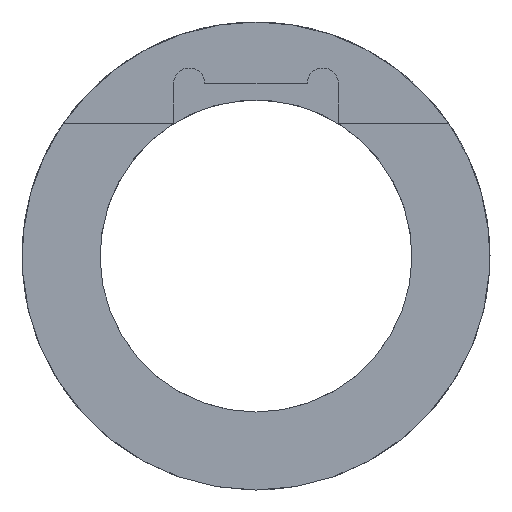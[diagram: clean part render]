
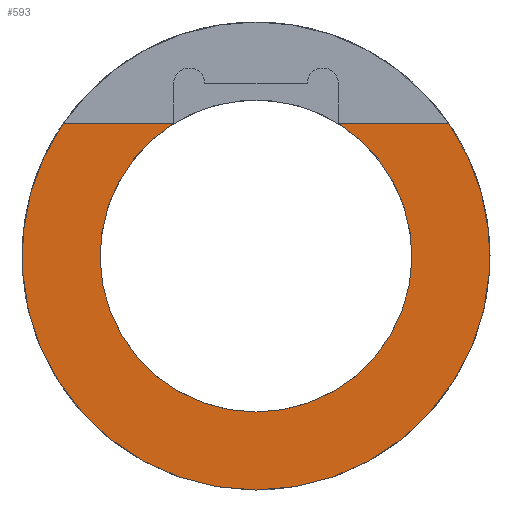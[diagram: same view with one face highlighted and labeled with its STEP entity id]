
A CAD part, front view. The second image highlights one B-rep face of the part: STEP entity #593.
In plain terms, the highlighted planar face has unit normal (0, -1, 0).
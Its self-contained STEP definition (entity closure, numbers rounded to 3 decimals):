
#51=PLANE('',#652);
#82=FACE_OUTER_BOUND('',#129,.T.);
#129=EDGE_LOOP('',(#509,#510,#511,#512,#513,#514));
#153=LINE('',#858,#207);
#157=LINE('',#867,#211);
#166=LINE('',#882,#220);
#167=LINE('',#885,#221);
#207=VECTOR('',#697,1000.);
#211=VECTOR('',#703,1000.);
#220=VECTOR('',#718,1000.);
#221=VECTOR('',#721,1000.);
#262=CIRCLE('',#641,30.);
#267=CIRCLE('',#647,20.);
#283=VERTEX_POINT('',#856);
#284=VERTEX_POINT('',#857);
#287=VERTEX_POINT('',#865);
#288=VERTEX_POINT('',#866);
#291=VERTEX_POINT('',#880);
#292=VERTEX_POINT('',#884);
#342=EDGE_CURVE('',#283,#284,#153,.T.);
#346=EDGE_CURVE('',#287,#288,#157,.T.);
#355=EDGE_CURVE('',#284,#291,#166,.T.);
#356=EDGE_CURVE('',#292,#287,#167,.T.);
#374=EDGE_CURVE('',#292,#291,#262,.T.);
#385=EDGE_CURVE('',#288,#283,#267,.T.);
#509=ORIENTED_EDGE('',*,*,#374,.F.);
#510=ORIENTED_EDGE('',*,*,#356,.T.);
#511=ORIENTED_EDGE('',*,*,#346,.T.);
#512=ORIENTED_EDGE('',*,*,#385,.T.);
#513=ORIENTED_EDGE('',*,*,#342,.T.);
#514=ORIENTED_EDGE('',*,*,#355,.T.);
#593=ADVANCED_FACE('',(#82),#51,.F.);
#641=AXIS2_PLACEMENT_3D('',#1122,#751,#752);
#647=AXIS2_PLACEMENT_3D('',#1142,#769,#770);
#652=AXIS2_PLACEMENT_3D('',#1154,#781,#782);
#697=DIRECTION('',(-1.,0.,0.));
#703=DIRECTION('',(-1.,0.,0.));
#718=DIRECTION('',(-1.,0.,0.));
#721=DIRECTION('',(-1.,0.,0.));
#751=DIRECTION('center_axis',(0.,1.,0.));
#752=DIRECTION('ref_axis',(0.,0.,1.));
#769=DIRECTION('center_axis',(0.,1.,0.));
#770=DIRECTION('ref_axis',(0.,0.,1.));
#781=DIRECTION('center_axis',(0.,1.,0.));
#782=DIRECTION('ref_axis',(0.,0.,1.));
#856=CARTESIAN_POINT('',(-10.536,0.,17.));
#857=CARTESIAN_POINT('',(-10.55,0.,17.));
#858=CARTESIAN_POINT('',(-24.718,0.,17.));
#865=CARTESIAN_POINT('',(10.55,0.,17.));
#866=CARTESIAN_POINT('',(10.536,0.,17.));
#867=CARTESIAN_POINT('',(-24.718,0.,17.));
#880=CARTESIAN_POINT('',(-24.718,0.,17.));
#882=CARTESIAN_POINT('',(-24.718,0.,17.));
#884=CARTESIAN_POINT('',(24.718,0.,17.));
#885=CARTESIAN_POINT('',(-24.718,0.,17.));
#1122=CARTESIAN_POINT('Origin',(0.,0.,0.));
#1142=CARTESIAN_POINT('Origin',(0.,0.,0.));
#1154=CARTESIAN_POINT('Origin',(0.,0.,0.));
